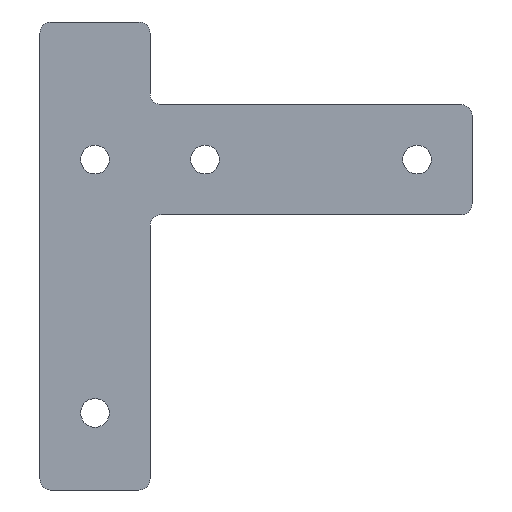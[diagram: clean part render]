
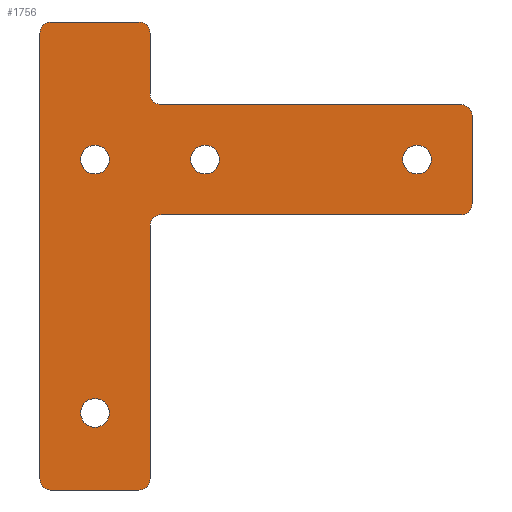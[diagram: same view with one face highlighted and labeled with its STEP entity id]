
A CAD part, front view. The second image highlights one B-rep face of the part: STEP entity #1756.
In plain terms, the highlighted planar face has unit normal (0, -1, 0).
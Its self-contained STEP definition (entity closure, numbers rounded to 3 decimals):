
#99=FACE_BOUND('',#291,.T.);
#100=FACE_BOUND('',#292,.T.);
#101=FACE_BOUND('',#293,.T.);
#102=FACE_BOUND('',#294,.T.);
#111=PLANE('',#1902);
#180=FACE_OUTER_BOUND('',#290,.T.);
#290=EDGE_LOOP('',(#1338,#1339,#1340,#1341,#1342,#1343,#1344,#1345,#1346,
#1347,#1348,#1349,#1350,#1351,#1352,#1353));
#291=EDGE_LOOP('',(#1354));
#292=EDGE_LOOP('',(#1355));
#293=EDGE_LOOP('',(#1356));
#294=EDGE_LOOP('',(#1357));
#390=LINE('',#2409,#571);
#394=LINE('',#2418,#575);
#401=LINE('',#2443,#582);
#440=LINE('',#2846,#621);
#446=LINE('',#2871,#627);
#447=LINE('',#2875,#628);
#448=LINE('',#2879,#629);
#449=LINE('',#2883,#630);
#571=VECTOR('',#2021,1000.);
#575=VECTOR('',#2027,1000.);
#582=VECTOR('',#2054,1000.);
#621=VECTOR('',#2095,1000.);
#627=VECTOR('',#2119,1000.);
#628=VECTOR('',#2122,1000.);
#629=VECTOR('',#2125,1000.);
#630=VECTOR('',#2128,1000.);
#748=CIRCLE('',#1872,2.6);
#750=CIRCLE('',#1875,2.6);
#752=CIRCLE('',#1878,2.6);
#754=CIRCLE('',#1881,2.6);
#756=CIRCLE('',#1886,2.);
#758=CIRCLE('',#1889,2.);
#760=CIRCLE('',#1892,2.);
#767=CIRCLE('',#1903,2.);
#768=CIRCLE('',#1904,2.);
#769=CIRCLE('',#1905,2.);
#770=CIRCLE('',#1906,2.);
#771=CIRCLE('',#1907,2.);
#779=VERTEX_POINT('',#2380);
#781=VERTEX_POINT('',#2386);
#783=VERTEX_POINT('',#2392);
#785=VERTEX_POINT('',#2398);
#786=VERTEX_POINT('',#2402);
#789=VERTEX_POINT('',#2407);
#790=VERTEX_POINT('',#2411);
#793=VERTEX_POINT('',#2416);
#795=VERTEX_POINT('',#2425);
#797=VERTEX_POINT('',#2431);
#801=VERTEX_POINT('',#2441);
#859=VERTEX_POINT('',#2845);
#868=VERTEX_POINT('',#2868);
#869=VERTEX_POINT('',#2870);
#870=VERTEX_POINT('',#2872);
#871=VERTEX_POINT('',#2874);
#872=VERTEX_POINT('',#2876);
#873=VERTEX_POINT('',#2878);
#874=VERTEX_POINT('',#2880);
#875=VERTEX_POINT('',#2882);
#956=EDGE_CURVE('',#779,#779,#748,.T.);
#959=EDGE_CURVE('',#781,#781,#750,.T.);
#962=EDGE_CURVE('',#783,#783,#752,.T.);
#965=EDGE_CURVE('',#785,#785,#754,.T.);
#969=EDGE_CURVE('',#789,#786,#390,.T.);
#973=EDGE_CURVE('',#793,#790,#394,.T.);
#975=EDGE_CURVE('',#789,#790,#756,.T.);
#977=EDGE_CURVE('',#795,#786,#758,.T.);
#981=EDGE_CURVE('',#793,#797,#760,.T.);
#986=EDGE_CURVE('',#801,#797,#401,.T.);
#1044=EDGE_CURVE('',#795,#859,#440,.T.);
#1056=EDGE_CURVE('',#801,#868,#767,.T.);
#1057=EDGE_CURVE('',#869,#868,#446,.T.);
#1058=EDGE_CURVE('',#869,#870,#768,.T.);
#1059=EDGE_CURVE('',#871,#870,#447,.T.);
#1060=EDGE_CURVE('',#871,#872,#769,.T.);
#1061=EDGE_CURVE('',#873,#872,#448,.T.);
#1062=EDGE_CURVE('',#873,#874,#770,.T.);
#1063=EDGE_CURVE('',#875,#874,#449,.T.);
#1064=EDGE_CURVE('',#875,#859,#771,.T.);
#1338=ORIENTED_EDGE('',*,*,#969,.F.);
#1339=ORIENTED_EDGE('',*,*,#975,.T.);
#1340=ORIENTED_EDGE('',*,*,#973,.F.);
#1341=ORIENTED_EDGE('',*,*,#981,.T.);
#1342=ORIENTED_EDGE('',*,*,#986,.F.);
#1343=ORIENTED_EDGE('',*,*,#1056,.T.);
#1344=ORIENTED_EDGE('',*,*,#1057,.F.);
#1345=ORIENTED_EDGE('',*,*,#1058,.T.);
#1346=ORIENTED_EDGE('',*,*,#1059,.F.);
#1347=ORIENTED_EDGE('',*,*,#1060,.T.);
#1348=ORIENTED_EDGE('',*,*,#1061,.F.);
#1349=ORIENTED_EDGE('',*,*,#1062,.T.);
#1350=ORIENTED_EDGE('',*,*,#1063,.F.);
#1351=ORIENTED_EDGE('',*,*,#1064,.T.);
#1352=ORIENTED_EDGE('',*,*,#1044,.F.);
#1353=ORIENTED_EDGE('',*,*,#977,.T.);
#1354=ORIENTED_EDGE('',*,*,#965,.T.);
#1355=ORIENTED_EDGE('',*,*,#962,.T.);
#1356=ORIENTED_EDGE('',*,*,#959,.T.);
#1357=ORIENTED_EDGE('',*,*,#956,.T.);
#1756=ADVANCED_FACE('',(#180,#99,#100,#101,#102),#111,.F.);
#1872=AXIS2_PLACEMENT_3D('',#2382,#1993,#1994);
#1875=AXIS2_PLACEMENT_3D('',#2388,#2000,#2001);
#1878=AXIS2_PLACEMENT_3D('',#2394,#2007,#2008);
#1881=AXIS2_PLACEMENT_3D('',#2400,#2014,#2015);
#1886=AXIS2_PLACEMENT_3D('',#2421,#2032,#2033);
#1889=AXIS2_PLACEMENT_3D('',#2426,#2038,#2039);
#1892=AXIS2_PLACEMENT_3D('',#2433,#2046,#2047);
#1902=AXIS2_PLACEMENT_3D('',#2867,#2115,#2116);
#1903=AXIS2_PLACEMENT_3D('',#2869,#2117,#2118);
#1904=AXIS2_PLACEMENT_3D('',#2873,#2120,#2121);
#1905=AXIS2_PLACEMENT_3D('',#2877,#2123,#2124);
#1906=AXIS2_PLACEMENT_3D('',#2881,#2126,#2127);
#1907=AXIS2_PLACEMENT_3D('',#2884,#2129,#2130);
#1993=DIRECTION('center_axis',(0.,1.,0.));
#1994=DIRECTION('ref_axis',(0.,0.,1.));
#2000=DIRECTION('center_axis',(0.,1.,0.));
#2001=DIRECTION('ref_axis',(0.,0.,1.));
#2007=DIRECTION('center_axis',(0.,1.,0.));
#2008=DIRECTION('ref_axis',(0.,0.,1.));
#2014=DIRECTION('center_axis',(0.,1.,0.));
#2015=DIRECTION('ref_axis',(0.,0.,1.));
#2021=DIRECTION('',(0.,0.,-1.));
#2027=DIRECTION('',(1.,0.,0.));
#2032=DIRECTION('center_axis',(0.,-1.,0.));
#2033=DIRECTION('ref_axis',(0.,0.,1.));
#2038=DIRECTION('center_axis',(0.,1.,0.));
#2039=DIRECTION('ref_axis',(0.,0.,1.));
#2046=DIRECTION('center_axis',(0.,-1.,0.));
#2047=DIRECTION('ref_axis',(0.,0.,1.));
#2054=DIRECTION('',(0.,0.,1.));
#2095=DIRECTION('',(1.,0.,0.));
#2115=DIRECTION('center_axis',(0.,1.,0.));
#2116=DIRECTION('ref_axis',(0.,0.,1.));
#2117=DIRECTION('center_axis',(0.,-1.,0.));
#2118=DIRECTION('ref_axis',(0.,0.,1.));
#2119=DIRECTION('',(-1.,0.,0.));
#2120=DIRECTION('center_axis',(0.,-1.,0.));
#2121=DIRECTION('ref_axis',(0.,0.,1.));
#2122=DIRECTION('',(0.,0.,-1.));
#2123=DIRECTION('center_axis',(0.,1.,0.));
#2124=DIRECTION('ref_axis',(0.,0.,1.));
#2125=DIRECTION('',(-1.,0.,0.));
#2126=DIRECTION('center_axis',(0.,-1.,0.));
#2127=DIRECTION('ref_axis',(0.,0.,1.));
#2128=DIRECTION('',(0.,0.,-1.));
#2129=DIRECTION('center_axis',(0.,-1.,0.));
#2130=DIRECTION('ref_axis',(0.,0.,1.));
#2380=CARTESIAN_POINT('',(30.,0.,-7.4));
#2382=CARTESIAN_POINT('Origin',(30.,0.,-10.));
#2386=CARTESIAN_POINT('',(10.,0.,-7.4));
#2388=CARTESIAN_POINT('Origin',(10.,0.,-10.));
#2392=CARTESIAN_POINT('',(68.5,0.,-7.4));
#2394=CARTESIAN_POINT('Origin',(68.5,0.,-10.));
#2398=CARTESIAN_POINT('',(10.,0.,-53.4));
#2400=CARTESIAN_POINT('Origin',(10.,0.,-56.));
#2402=CARTESIAN_POINT('',(20.,0.,2.));
#2407=CARTESIAN_POINT('',(20.,0.,13.));
#2409=CARTESIAN_POINT('',(20.,0.,0.));
#2411=CARTESIAN_POINT('',(18.,0.,15.));
#2416=CARTESIAN_POINT('',(2.,0.,15.));
#2418=CARTESIAN_POINT('',(0.,0.,15.));
#2421=CARTESIAN_POINT('Origin',(18.,0.,13.));
#2425=CARTESIAN_POINT('',(22.,0.,0.));
#2426=CARTESIAN_POINT('Origin',(22.,0.,2.));
#2431=CARTESIAN_POINT('',(0.,0.,13.));
#2433=CARTESIAN_POINT('Origin',(2.,0.,13.));
#2441=CARTESIAN_POINT('',(0.,0.,-68.));
#2443=CARTESIAN_POINT('',(0.,0.,-70.));
#2845=CARTESIAN_POINT('',(76.5,0.,0.));
#2846=CARTESIAN_POINT('',(0.,0.,0.));
#2867=CARTESIAN_POINT('Origin',(0.,0.,0.));
#2868=CARTESIAN_POINT('',(2.,0.,-70.));
#2869=CARTESIAN_POINT('Origin',(2.,0.,-68.));
#2870=CARTESIAN_POINT('',(18.,0.,-70.));
#2871=CARTESIAN_POINT('',(20.,0.,-70.));
#2872=CARTESIAN_POINT('',(20.,0.,-68.));
#2873=CARTESIAN_POINT('Origin',(18.,0.,-68.));
#2874=CARTESIAN_POINT('',(20.,0.,-22.));
#2875=CARTESIAN_POINT('',(20.,0.,-20.));
#2876=CARTESIAN_POINT('',(22.,0.,-20.));
#2877=CARTESIAN_POINT('Origin',(22.,0.,-22.));
#2878=CARTESIAN_POINT('',(76.5,0.,-20.));
#2879=CARTESIAN_POINT('',(78.5,0.,-20.));
#2880=CARTESIAN_POINT('',(78.5,0.,-18.));
#2881=CARTESIAN_POINT('Origin',(76.5,0.,-18.));
#2882=CARTESIAN_POINT('',(78.5,0.,-2.));
#2883=CARTESIAN_POINT('',(78.5,0.,0.));
#2884=CARTESIAN_POINT('Origin',(76.5,0.,-2.));
